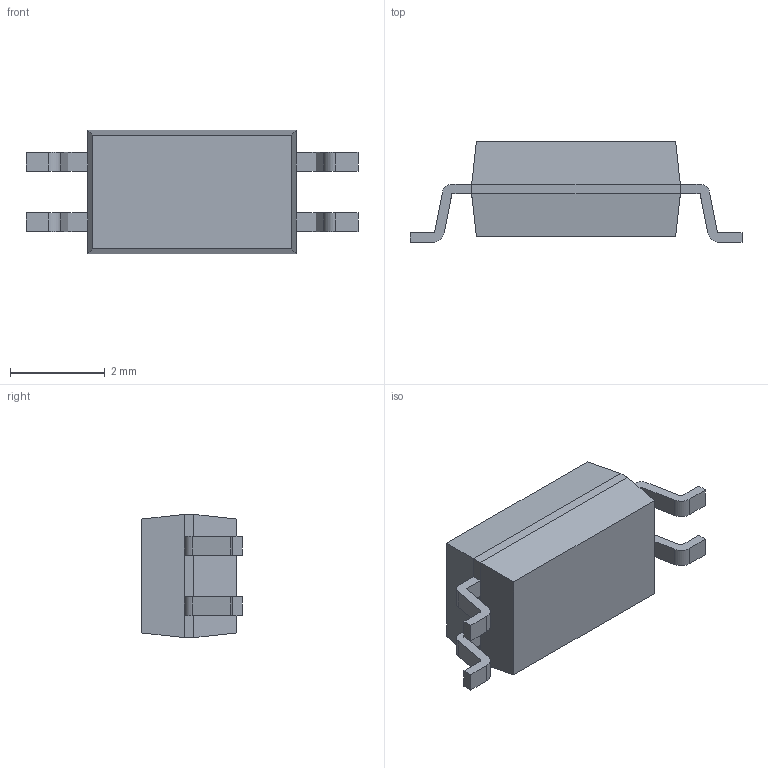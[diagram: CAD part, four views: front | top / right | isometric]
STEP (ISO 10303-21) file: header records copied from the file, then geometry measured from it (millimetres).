
FILE_DESCRIPTION (( 'STEP AP214' ), '1' );
FILE_NAME ('opto_SOP4 ACPL-217.STEP', '2020-10-09T14:56:54', ( 'Elessar' ), ( '' ), 'SwSTEP 2.0', 'SolidWorks 2018', '' );
FILE_SCHEMA (( 'AUTOMOTIVE_DESIGN' ));
Length unit declared in the file: millimetre
Products named in the file (1): opto_SOP4 ACPL-217
Bounding box: 7 x 2.12 x 2.6 mm (x, y, z)
Volume: 22.3 mm3; surface area: 57.9 mm2
Topology: 1 solids, 1 shells, 71 faces, 178 edges, 110 vertices
Faces by surface type: plane 55, cylinder 14, torus 2
Entity records: 2891 total; most frequent: CARTESIAN_POINT 360, ORIENTED_EDGE 356, DIRECTION 354, EDGE_CURVE 178, LINE 146, VECTOR 146, VERTEX_POINT 110, AXIS2_PLACEMENT_3D 104
